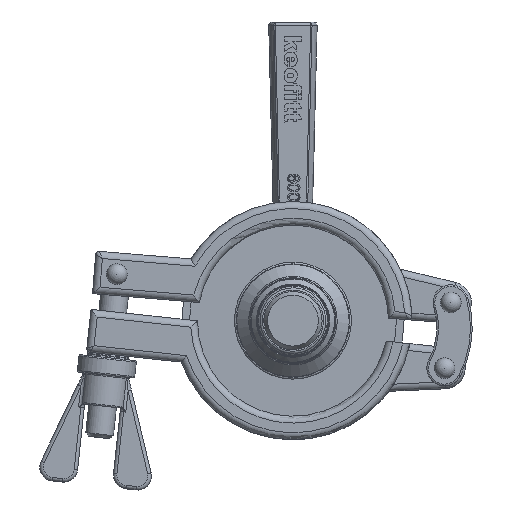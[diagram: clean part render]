
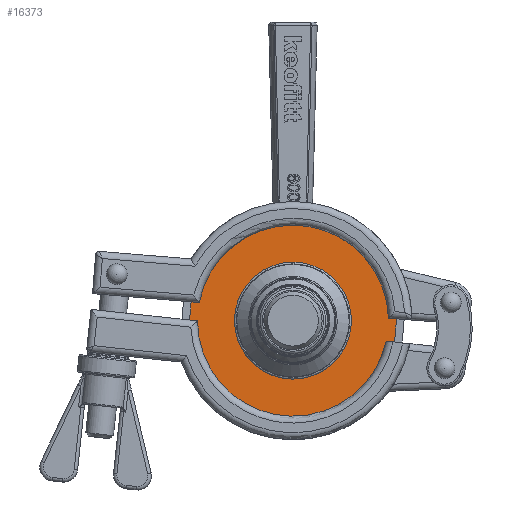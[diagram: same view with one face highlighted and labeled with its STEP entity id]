
A CAD part, front view. The second image highlights one B-rep face of the part: STEP entity #16373.
In plain terms, the highlighted planar face has unit normal (0, -1, 0).
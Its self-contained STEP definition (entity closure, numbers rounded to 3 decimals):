
#922=FACE_BOUND('',#4731,.T.);
#1035=PLANE('',#17421);
#3736=FACE_OUTER_BOUND('',#4730,.T.);
#4730=EDGE_LOOP('',(#10517));
#4731=EDGE_LOOP('',(#10518));
#5833=CIRCLE('',#17411,16.85);
#5840=CIRCLE('',#17422,29.8);
#6573=VERTEX_POINT('',#23119);
#6579=VERTEX_POINT('',#23138);
#8097=EDGE_CURVE('',#6573,#6573,#5833,.T.);
#8106=EDGE_CURVE('',#6579,#6579,#5840,.T.);
#10517=ORIENTED_EDGE('',*,*,#8106,.F.);
#10518=ORIENTED_EDGE('',*,*,#8097,.T.);
#16373=ADVANCED_FACE('',(#3736,#922),#1035,.T.);
#17411=AXIS2_PLACEMENT_3D('',#23120,#18985,#18986);
#17421=AXIS2_PLACEMENT_3D('',#23137,#19007,#19008);
#17422=AXIS2_PLACEMENT_3D('',#23139,#19009,#19010);
#18985=DIRECTION('center_axis',(0.,1.,0.));
#18986=DIRECTION('ref_axis',(-1.,0.,0.));
#19007=DIRECTION('center_axis',(0.,-1.,0.));
#19008=DIRECTION('ref_axis',(0.,0.,-1.));
#19009=DIRECTION('center_axis',(0.,1.,0.));
#19010=DIRECTION('ref_axis',(-1.,0.,0.));
#23119=CARTESIAN_POINT('',(16.85,62.,0.));
#23120=CARTESIAN_POINT('Origin',(0.,62.,0.));
#23137=CARTESIAN_POINT('Origin',(-23.325,62.,0.));
#23138=CARTESIAN_POINT('',(29.8,62.,0.));
#23139=CARTESIAN_POINT('Origin',(0.,62.,0.));
